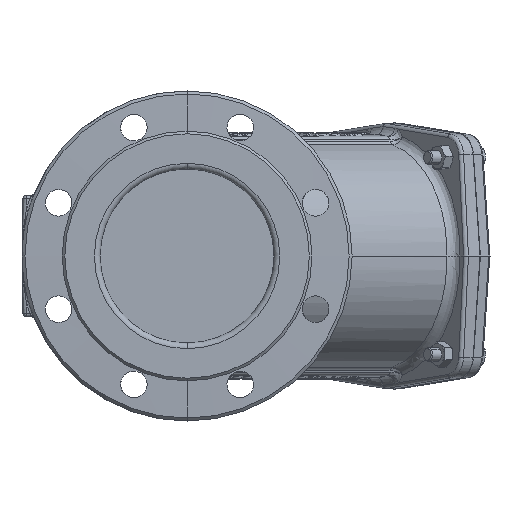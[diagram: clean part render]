
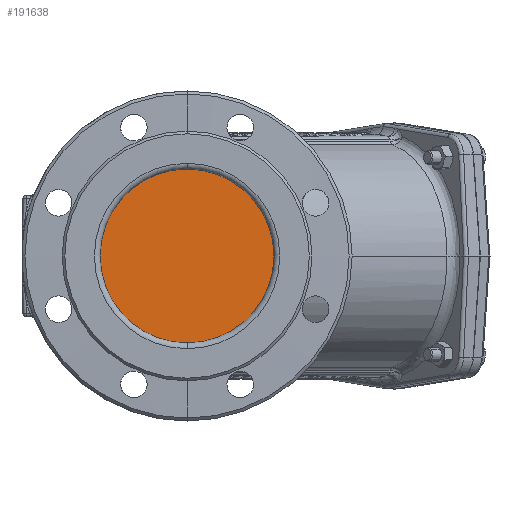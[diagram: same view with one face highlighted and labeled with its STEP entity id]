
A CAD part, front view. The second image highlights one B-rep face of the part: STEP entity #191638.
In plain terms, the highlighted planar face has unit normal (0, -1, 0).
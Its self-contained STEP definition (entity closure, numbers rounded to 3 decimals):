
#8562 = ORIENTED_EDGE ( 'NONE', *, *, #39067, .F. ) ;
#14283 = DIRECTION ( 'NONE',  ( 0., -1., 0. ) ) ;
#21168 = CARTESIAN_POINT ( 'NONE',  ( 0., -195., 0. ) ) ;
#30020 = DIRECTION ( 'NONE',  ( 1., 0., 0. ) ) ;
#33361 = VERTEX_POINT ( 'NONE', #176847 ) ;
#36694 = FACE_OUTER_BOUND ( 'NONE', #49682, .T. ) ;
#39067 = EDGE_CURVE ( 'NONE', #33361, #39538, #68046, .T. ) ;
#39538 = VERTEX_POINT ( 'NONE', #84254 ) ;
#49682 = EDGE_LOOP ( 'NONE', ( #88886, #8562 ) ) ;
#50317 = EDGE_CURVE ( 'NONE', #39538, #33361, #88403, .T. ) ;
#68046 = CIRCLE ( 'NONE', #144604, 75. ) ;
#84254 = CARTESIAN_POINT ( 'NONE',  ( 0., -195., 75. ) ) ;
#88403 = CIRCLE ( 'NONE', #100404, 75. ) ;
#88886 = ORIENTED_EDGE ( 'NONE', *, *, #50317, .F. ) ;
#100404 = AXIS2_PLACEMENT_3D ( 'NONE', #21168, #129848, #113569 ) ;
#101382 = AXIS2_PLACEMENT_3D ( 'NONE', #168369, #14283, #183992 ) ;
#113569 = DIRECTION ( 'NONE',  ( 1., 0., 0. ) ) ;
#129848 = DIRECTION ( 'NONE',  ( 0., 1., 0. ) ) ;
#144604 = AXIS2_PLACEMENT_3D ( 'NONE', #156857, #186818, #30020 ) ;
#156857 = CARTESIAN_POINT ( 'NONE',  ( 0., -195., 0. ) ) ;
#168369 = CARTESIAN_POINT ( 'NONE',  ( -76., -195., 0. ) ) ;
#176847 = CARTESIAN_POINT ( 'NONE',  ( 0., -195., -75. ) ) ;
#183992 = DIRECTION ( 'NONE',  ( 1., 0., 0. ) ) ;
#186818 = DIRECTION ( 'NONE',  ( 0., 1., 0. ) ) ;
#191638 = ADVANCED_FACE ( 'NONE', ( #36694 ), #200370, .T. ) ;
#200370 = PLANE ( 'NONE',  #101382 ) ;
